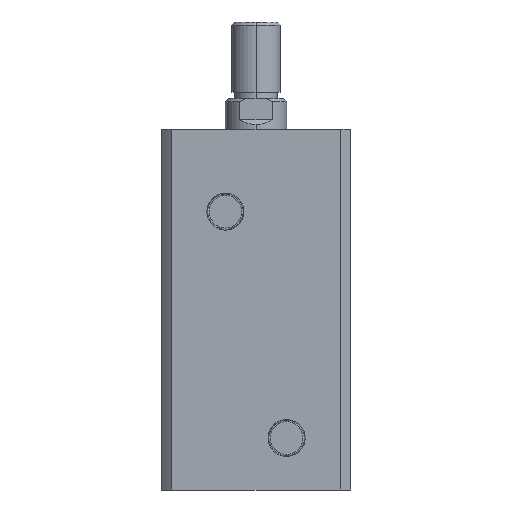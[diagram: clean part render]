
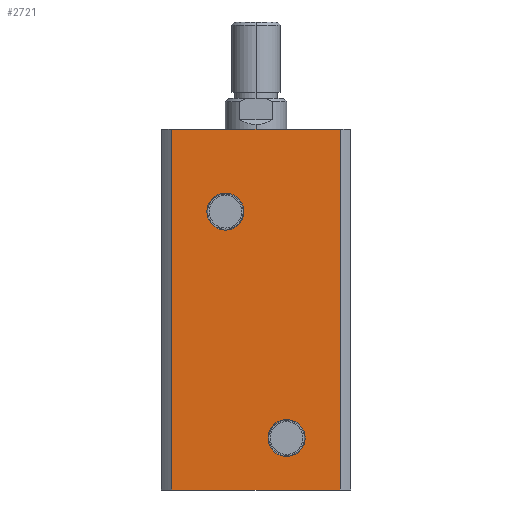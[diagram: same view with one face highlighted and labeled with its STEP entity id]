
A CAD part, left-side view. The second image highlights one B-rep face of the part: STEP entity #2721.
In plain terms, the highlighted planar face has unit normal (-1, 0, 0).
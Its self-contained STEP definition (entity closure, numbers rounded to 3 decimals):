
#53 = VERTEX_POINT ( 'NONE', #3071 ) ;
#77 = VERTEX_POINT ( 'NONE', #3050 ) ;
#168 = CARTESIAN_POINT ( 'NONE',  ( -31., 10., 91. ) ) ;
#169 = DIRECTION ( 'NONE',  ( -1., 0., 0. ) ) ;
#170 = DIRECTION ( 'NONE',  ( 0., 0., 1. ) ) ;
#325 = DIRECTION ( 'NONE',  ( 1., 0., 0. ) ) ;
#330 = CARTESIAN_POINT ( 'NONE',  ( -31., 0., 118. ) ) ;
#332 = PLANE ( 'NONE',  #2475 ) ;
#334 = DIRECTION ( 'NONE',  ( 0., 0., -1. ) ) ;
#467 = CARTESIAN_POINT ( 'NONE',  ( -31., -27.591, 0. ) ) ;
#478 = CARTESIAN_POINT ( 'NONE',  ( -31., -27.591, 118. ) ) ;
#483 = CARTESIAN_POINT ( 'NONE',  ( -31., -10., 10.94 ) ) ;
#877 = CARTESIAN_POINT ( 'NONE',  ( -31., 27.591, 0. ) ) ;
#879 = CARTESIAN_POINT ( 'NONE',  ( -31., -10., 23.06 ) ) ;
#881 = CARTESIAN_POINT ( 'NONE',  ( -31., 10., 84.94 ) ) ;
#1231 = DIRECTION ( 'NONE',  ( 0., 0., -1. ) ) ;
#1235 = CARTESIAN_POINT ( 'NONE',  ( -31., 0., 118. ) ) ;
#1236 = CARTESIAN_POINT ( 'NONE',  ( -31., 27.591, 118. ) ) ;
#1241 = DIRECTION ( 'NONE',  ( 0., -1., 0. ) ) ;
#1242 = CARTESIAN_POINT ( 'NONE',  ( -31., -27.591, 118. ) ) ;
#1243 = DIRECTION ( 'NONE',  ( 0., 0., -1. ) ) ;
#1244 = CARTESIAN_POINT ( 'NONE',  ( -31., 0., 0. ) ) ;
#1245 = DIRECTION ( 'NONE',  ( 0., -1., 0. ) ) ;
#1247 = CARTESIAN_POINT ( 'NONE',  ( -31., -10., 17. ) ) ;
#1248 = DIRECTION ( 'NONE',  ( -1., 0., 0. ) ) ;
#1249 = DIRECTION ( 'NONE',  ( 0., 0., 1. ) ) ;
#1250 = CARTESIAN_POINT ( 'NONE',  ( -31., 10., 91. ) ) ;
#1251 = DIRECTION ( 'NONE',  ( -1., 0., 0. ) ) ;
#1252 = DIRECTION ( 'NONE',  ( 0., 0., 1. ) ) ;
#1421 = CARTESIAN_POINT ( 'NONE',  ( -31., -10., 17. ) ) ;
#1422 = DIRECTION ( 'NONE',  ( -1., 0., 0. ) ) ;
#1423 = DIRECTION ( 'NONE',  ( 0., 0., 1. ) ) ;
#1606 = LINE ( 'NONE', #1236, #1613 ) ;
#1611 = LINE ( 'NONE', #1235, #1615 ) ;
#1612 = CIRCLE ( 'NONE', #2372, 6.06 ) ;
#1613 = VECTOR ( 'NONE', #1231, 1000. ) ;
#1614 = LINE ( 'NONE', #1242, #1617 ) ;
#1615 = VECTOR ( 'NONE', #1241, 1000. ) ;
#1616 = LINE ( 'NONE', #1244, #1619 ) ;
#1617 = VECTOR ( 'NONE', #1243, 1000. ) ;
#1618 = CIRCLE ( 'NONE', #2370, 6.06 ) ;
#1619 = VECTOR ( 'NONE', #1245, 1000. ) ;
#1714 = CIRCLE ( 'NONE', #2414, 6.06 ) ;
#1726 = CIRCLE ( 'NONE', #2418, 6.06 ) ;
#1776 = FACE_OUTER_BOUND ( 'NONE', #3321, .T. ) ;
#1794 = FACE_BOUND ( 'NONE', #3315, .T. ) ;
#1797 = FACE_BOUND ( 'NONE', #3312, .T. ) ;
#2241 = EDGE_CURVE ( 'NONE', #53, #3799, #1606, .T. ) ;
#2242 = EDGE_CURVE ( 'NONE', #53, #2844, #1611, .T. ) ;
#2243 = EDGE_CURVE ( 'NONE', #2844, #2833, #1614, .T. ) ;
#2244 = EDGE_CURVE ( 'NONE', #3799, #2833, #1616, .T. ) ;
#2245 = EDGE_CURVE ( 'NONE', #3803, #2849, #1618, .T. ) ;
#2246 = EDGE_CURVE ( 'NONE', #77, #3802, #1612, .T. ) ;
#2313 = EDGE_CURVE ( 'NONE', #2849, #3803, #1714, .T. ) ;
#2321 = EDGE_CURVE ( 'NONE', #3802, #77, #1726, .T. ) ;
#2370 = AXIS2_PLACEMENT_3D ( 'NONE', #1247, #1248, #1249 ) ;
#2372 = AXIS2_PLACEMENT_3D ( 'NONE', #1250, #1251, #1252 ) ;
#2414 = AXIS2_PLACEMENT_3D ( 'NONE', #1421, #1422, #1423 ) ;
#2418 = AXIS2_PLACEMENT_3D ( 'NONE', #168, #169, #170 ) ;
#2475 = AXIS2_PLACEMENT_3D ( 'NONE', #330, #325, #334 ) ;
#2721 = ADVANCED_FACE ( 'NONE', ( #1794, #1797, #1776 ), #332, .F. ) ;
#2833 = VERTEX_POINT ( 'NONE', #467 ) ;
#2844 = VERTEX_POINT ( 'NONE', #478 ) ;
#2849 = VERTEX_POINT ( 'NONE', #483 ) ;
#3050 = CARTESIAN_POINT ( 'NONE',  ( -31., 10., 97.06 ) ) ;
#3071 = CARTESIAN_POINT ( 'NONE',  ( -31., 27.591, 118. ) ) ;
#3312 = EDGE_LOOP ( 'NONE', ( #3503, #3502 ) ) ;
#3315 = EDGE_LOOP ( 'NONE', ( #3505, #3504 ) ) ;
#3321 = EDGE_LOOP ( 'NONE', ( #3501, #3500, #3499, #3498 ) ) ;
#3498 = ORIENTED_EDGE ( 'NONE', *, *, #2241, .T. ) ;
#3499 = ORIENTED_EDGE ( 'NONE', *, *, #2242, .F. ) ;
#3500 = ORIENTED_EDGE ( 'NONE', *, *, #2243, .F. ) ;
#3501 = ORIENTED_EDGE ( 'NONE', *, *, #2244, .T. ) ;
#3502 = ORIENTED_EDGE ( 'NONE', *, *, #2313, .F. ) ;
#3503 = ORIENTED_EDGE ( 'NONE', *, *, #2245, .F. ) ;
#3504 = ORIENTED_EDGE ( 'NONE', *, *, #2321, .F. ) ;
#3505 = ORIENTED_EDGE ( 'NONE', *, *, #2246, .F. ) ;
#3799 = VERTEX_POINT ( 'NONE', #877 ) ;
#3802 = VERTEX_POINT ( 'NONE', #881 ) ;
#3803 = VERTEX_POINT ( 'NONE', #879 ) ;
